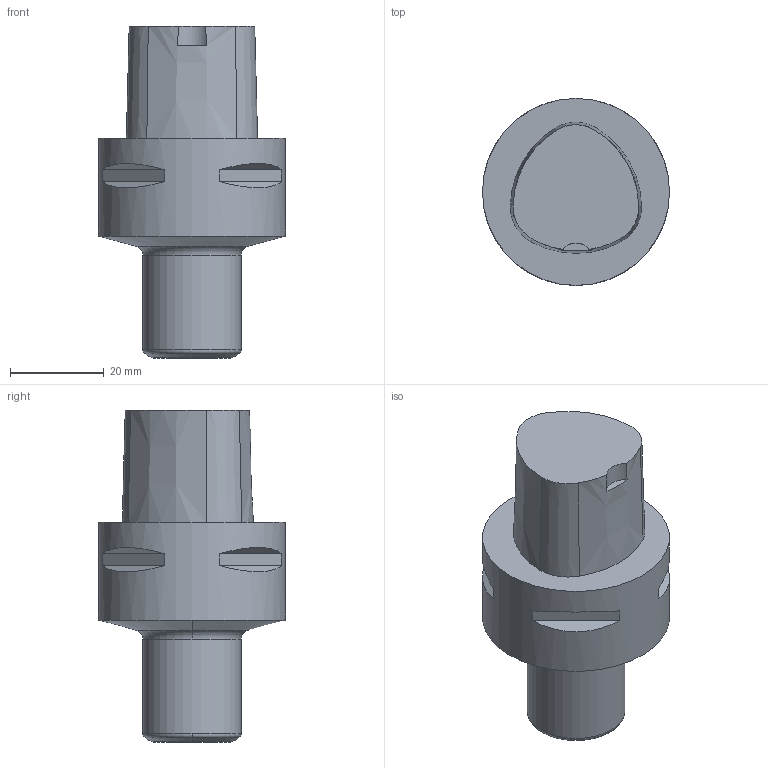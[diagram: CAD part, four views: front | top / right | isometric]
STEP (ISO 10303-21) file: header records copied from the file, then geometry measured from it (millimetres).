
FILE_DESCRIPTION(/* description */ (''),/* implementation_level */ '2;1');
FILE_NAME(/* name */ '1597216866583.stp',/* time_stamp */ '2020-08-12T12:51:18+05:00',/* author */ (''),/* organization */ ('SMS'),/* preprocessor_version */ 'ST-DEVELOPER v16.7',/* originating_system */ 'SIEMENS PLM Software NX 12.0',/* authorisation */ '');
FILE_SCHEMA (('AUTOMOTIVE_DESIGN { 1 0 10303 214 3 1 1 1 }'));
Length unit declared in the file: millimetre
Products named in the file (1): 203119751mod000_00
Bounding box: 40 x 40 x 71 mm (x, y, z)
Volume: 49213.2 mm3; surface area: 9395.3 mm2
Topology: 1 solids, 1 shells, 52 faces, 125 edges, 80 vertices
Faces by surface type: cone 17, plane 17, cylinder 12, torus 6
Full cylindrical faces by diameter (mm): 4 x1, 21 x1, 40 x1
Entity records: 1702 total; most frequent: CARTESIAN_POINT 366, DIRECTION 285, ORIENTED_EDGE 256, EDGE_CURVE 128, AXIS2_PLACEMENT_3D 117, VERTEX_POINT 87, EDGE_LOOP 61, CIRCLE 53
